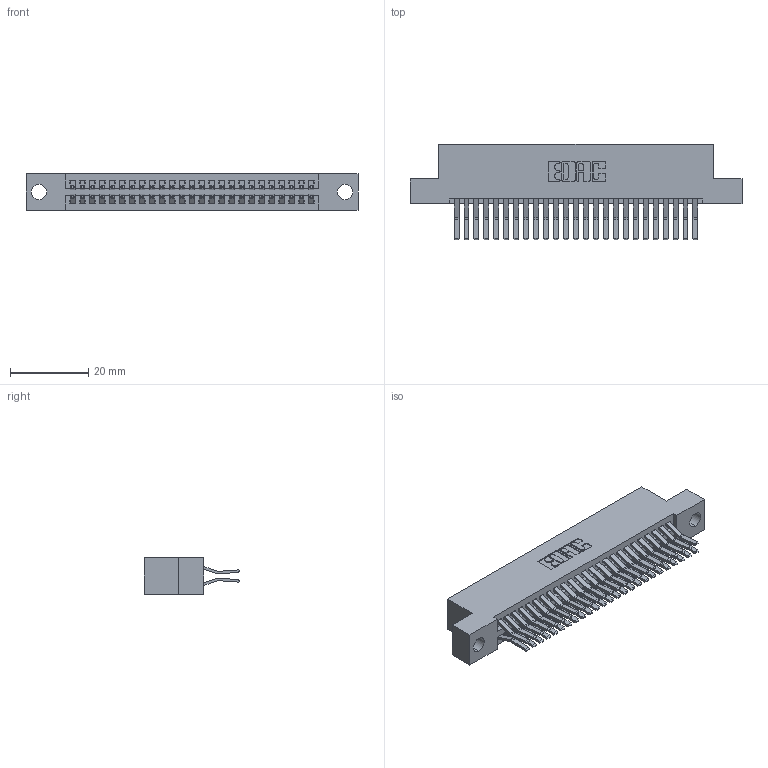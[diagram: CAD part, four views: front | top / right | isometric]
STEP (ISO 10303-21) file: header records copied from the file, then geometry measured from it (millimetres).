
FILE_DESCRIPTION (( 'STEP AP203' ), '1' );
FILE_NAME ('345-050-560-204.STEP', '2021-05-20T03:27:43', ( '' ), ( '' ), 'SwSTEP 2.0', 'SolidWorks 2020', '' );
FILE_SCHEMA (( 'CONFIG_CONTROL_DESIGN' ));
Length unit declared in the file: inch
Products named in the file (3): 345-292-001_560 Tail; 345-050-560-204; 345 Part_Flush Mounting Lugs - 0.156 Dia-TI
Assembly tree (51 placements, depth 2):
  345-050-560-204
    345 Part_Flush Mounting Lugs - 0.156 Dia-TI
    345-292-001_560 Tail  x50
Bounding box: 84.71 x 24.45 x 9.4 mm (x, y, z)
Volume: 8292.7 mm3; surface area: 12623.2 mm2
Topology: 51 solids, 51 shells, 2740 faces, 8127 edges, 5350 vertices
Faces by surface type: plane 1744, cylinder 996
Entity records: 22411 total; most frequent: CARTESIAN_POINT 3778, ORIENTED_EDGE 3710, DIRECTION 3355, EDGE_CURVE 1855, VECTOR 1619, LINE 1619, VERTEX_POINT 1234, AXIS2_PLACEMENT_3D 868
